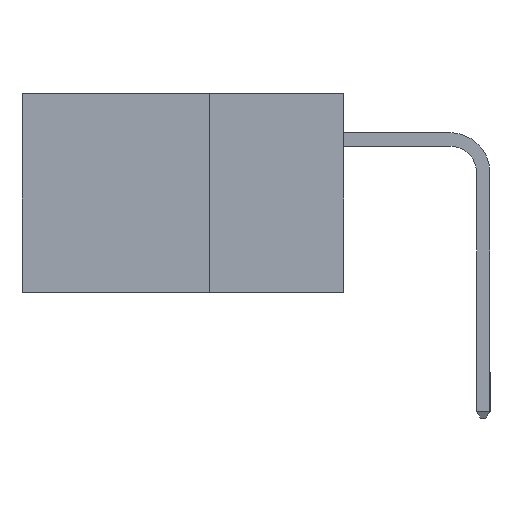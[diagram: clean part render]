
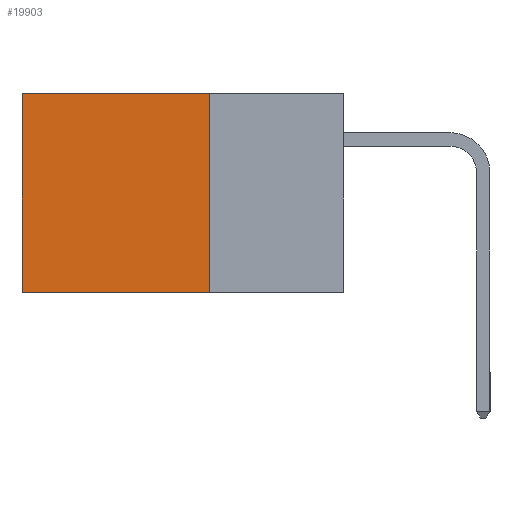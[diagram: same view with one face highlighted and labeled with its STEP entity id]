
A CAD part, left-side view. The second image highlights one B-rep face of the part: STEP entity #19903.
In plain terms, the highlighted planar face has unit normal (-1, 0, 0).
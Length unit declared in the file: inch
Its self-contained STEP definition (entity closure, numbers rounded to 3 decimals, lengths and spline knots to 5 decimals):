
#745 = VERTEX_POINT ( 'NONE', #22260 ) ;
#1608 = LINE ( 'NONE', #23221, #3288 ) ;
#2536 = VECTOR ( 'NONE', #17380, 39.37008 ) ;
#2656 = ORIENTED_EDGE ( 'NONE', *, *, #22722, .T. ) ;
#2680 = CARTESIAN_POINT ( 'NONE',  ( 0.2615, 0.25, -0.37 ) ) ;
#3288 = VECTOR ( 'NONE', #17294, 39.37008 ) ;
#3290 = VECTOR ( 'NONE', #18817, 39.37008 ) ;
#3780 = CARTESIAN_POINT ( 'NONE',  ( 0.2615, 0.25, 0. ) ) ;
#4066 = ORIENTED_EDGE ( 'NONE', *, *, #13238, .F. ) ;
#4922 = AXIS2_PLACEMENT_3D ( 'NONE', #15673, #23141, #18988 ) ;
#6656 = LINE ( 'NONE', #10172, #2536 ) ;
#6821 = FACE_OUTER_BOUND ( 'NONE', #10925, .T. ) ;
#7414 = VERTEX_POINT ( 'NONE', #2680 ) ;
#7463 = ORIENTED_EDGE ( 'NONE', *, *, #14815, .F. ) ;
#8811 = LINE ( 'NONE', #3780, #9105 ) ;
#8960 = CARTESIAN_POINT ( 'NONE',  ( 0.2615, 0.6, -0.37 ) ) ;
#9105 = VECTOR ( 'NONE', #16024, 39.37008 ) ;
#9465 = LINE ( 'NONE', #22158, #3290 ) ;
#9546 = ORIENTED_EDGE ( 'NONE', *, *, #15680, .T. ) ;
#10116 = PLANE ( 'NONE',  #4922 ) ;
#10172 = CARTESIAN_POINT ( 'NONE',  ( 0.2615, 0.25, -0.37 ) ) ;
#10925 = EDGE_LOOP ( 'NONE', ( #9546, #7463, #4066, #2656 ) ) ;
#13238 = EDGE_CURVE ( 'NONE', #15217, #7414, #9465, .T. ) ;
#14815 = EDGE_CURVE ( 'NONE', #7414, #19632, #6656, .T. ) ;
#15217 = VERTEX_POINT ( 'NONE', #15594 ) ;
#15594 = CARTESIAN_POINT ( 'NONE',  ( 0.2615, 0.25, 0. ) ) ;
#15673 = CARTESIAN_POINT ( 'NONE',  ( 0.2615, 0.25, -0.37 ) ) ;
#15680 = EDGE_CURVE ( 'NONE', #745, #19632, #1608, .T. ) ;
#16024 = DIRECTION ( 'NONE',  ( 0., 1., 0. ) ) ;
#17294 = DIRECTION ( 'NONE',  ( 0., 0., -1. ) ) ;
#17380 = DIRECTION ( 'NONE',  ( 0., 1., 0. ) ) ;
#18817 = DIRECTION ( 'NONE',  ( 0., 0., -1. ) ) ;
#18988 = DIRECTION ( 'NONE',  ( 0., 0., -1. ) ) ;
#19632 = VERTEX_POINT ( 'NONE', #8960 ) ;
#19903 = ADVANCED_FACE ( 'NONE', ( #6821 ), #10116, .F. ) ;
#22158 = CARTESIAN_POINT ( 'NONE',  ( 0.2615, 0.25, -0.37 ) ) ;
#22260 = CARTESIAN_POINT ( 'NONE',  ( 0.2615, 0.6, 0. ) ) ;
#22722 = EDGE_CURVE ( 'NONE', #15217, #745, #8811, .T. ) ;
#23141 = DIRECTION ( 'NONE',  ( 1., 0., 0. ) ) ;
#23221 = CARTESIAN_POINT ( 'NONE',  ( 0.2615, 0.6, -0.37 ) ) ;
